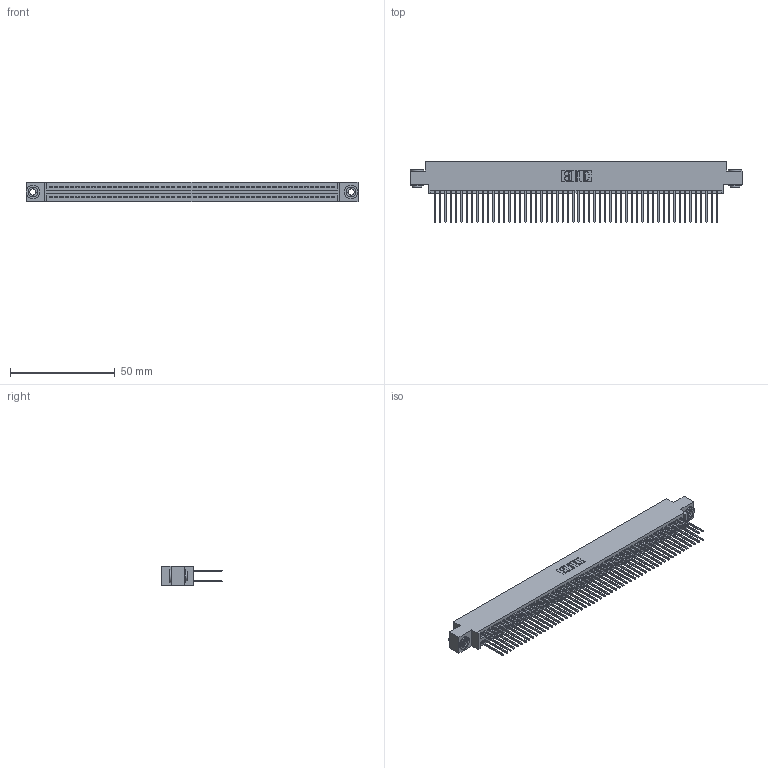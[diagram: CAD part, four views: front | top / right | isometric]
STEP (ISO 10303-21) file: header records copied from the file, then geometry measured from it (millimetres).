
FILE_DESCRIPTION (( 'STEP AP203' ), '1' );
FILE_NAME ('395-108-540-803.STEP', '2019-10-27T07:50:36', ( '' ), ( '' ), 'SwSTEP 2.0', 'SolidWorks 2016', '' );
FILE_SCHEMA (( 'CONFIG_CONTROL_DESIGN' ));
Length unit declared in the file: inch
Products named in the file (4): 345 Part_0.170 Offset - 0.156 Dia-TH; 345-292-001_345-293-140; 345-250-002_345-250-002-102; 395-108-540-803
Assembly tree (111 placements, depth 2):
  395-108-540-803
    345 Part_0.170 Offset - 0.156 Dia-TH
    345-292-001_345-293-140  x108
    345-250-002_345-250-002-102  x2
Bounding box: 158.37 x 29.13 x 9.4 mm (x, y, z)
Volume: 15811 mm3; surface area: 25851.5 mm2
Topology: 111 solids, 111 shells, 5568 faces, 16521 edges, 10866 vertices
Faces by surface type: plane 3658, cylinder 1902, cone 8
Entity records: 41554 total; most frequent: CARTESIAN_POINT 6931, ORIENTED_EDGE 6858, DIRECTION 6127, EDGE_CURVE 3429, LINE 3057, VECTOR 3057, VERTEX_POINT 2282, AXIS2_PLACEMENT_3D 1535
